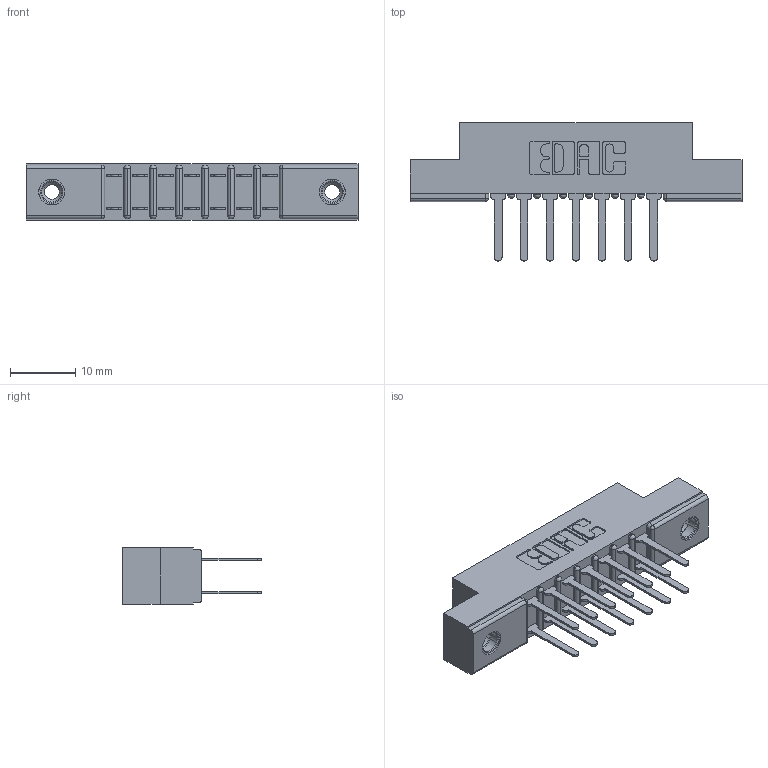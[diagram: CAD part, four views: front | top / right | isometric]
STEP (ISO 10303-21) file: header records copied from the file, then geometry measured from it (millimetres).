
FILE_DESCRIPTION (( 'STEP AP203' ), '1' );
FILE_NAME ('307-014-422-208.STEP', '2020-09-28T15:39:16', ( '' ), ( '' ), 'SwSTEP 2.0', 'SolidWorks 2020', '' );
FILE_SCHEMA (( 'CONFIG_CONTROL_DESIGN' ));
Length unit declared in the file: inch
Products named in the file (11): 307-290-001_522; 307-014-422-208; 307 Part_.156 Dia Mounting Holes; 345-250-001_345-250-003-102; #11867; 307 Part_.128 Dia Side Mounting Holes; 307-014-422-212; 307-290-001_524; 307 Part_No Mounting Lugs; 307-014-424-201
Assembly tree (47 placements, depth 2):
  307-014-422-208
    307 Part_.156 Dia Mounting Holes
    307-290-001_522  x14
    345-250-001_345-250-003-102  x2
  #11867
  307-014-422-212
    307 Part_.128 Dia Side Mounting Holes
    307-290-001_522  x14
  307-014-424-201
    307 Part_No Mounting Lugs
    307-290-001_524  x14
Bounding box: 50.75 x 21.11 x 8.71 mm (x, y, z)
Volume: 3344.9 mm3; surface area: 5305.1 mm2
Topology: 17 solids, 17 shells, 830 faces, 2279 edges, 1470 vertices
Faces by surface type: plane 536, cylinder 262, sphere 16, cone 12, torus 4
Entity records: 36981 total; most frequent: CARTESIAN_POINT 6085, ORIENTED_EDGE 6013, DIRECTION 5984, EDGE_CURVE 2982, LINE 2252, VECTOR 2238, VERTEX_POINT 1933, AXIS2_PLACEMENT_3D 1883
